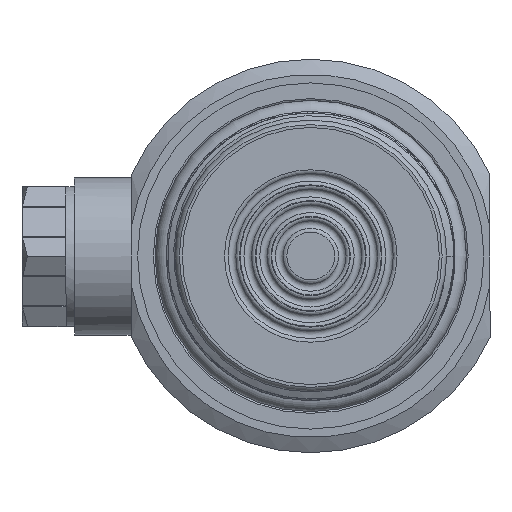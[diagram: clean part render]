
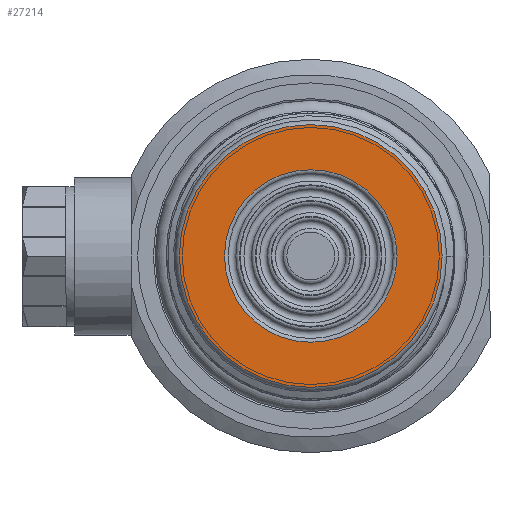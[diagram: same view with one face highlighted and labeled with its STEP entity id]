
A CAD part, left-side view. The second image highlights one B-rep face of the part: STEP entity #27214.
In plain terms, the highlighted planar face has unit normal (-1, 0, 0).
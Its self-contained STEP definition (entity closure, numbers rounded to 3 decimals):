
#554=FACE_BOUND('',#4826,.T.);
#1743=PLANE('',#28774);
#3225=FACE_OUTER_BOUND('',#4825,.T.);
#4825=EDGE_LOOP('',(#25376));
#4826=EDGE_LOOP('',(#25377));
#5388=CIRCLE('',#28775,15.025);
#5389=CIRCLE('',#28776,9.866);
#13321=VERTEX_POINT('',#67275);
#13322=VERTEX_POINT('',#67277);
#17348=EDGE_CURVE('',#13321,#13321,#5388,.T.);
#17349=EDGE_CURVE('',#13322,#13322,#5389,.T.);
#25376=ORIENTED_EDGE('',*,*,#17348,.F.);
#25377=ORIENTED_EDGE('',*,*,#17349,.T.);
#27214=ADVANCED_FACE('',(#3225,#554),#1743,.T.);
#28774=AXIS2_PLACEMENT_3D('',#67274,#33681,#33682);
#28775=AXIS2_PLACEMENT_3D('',#67276,#33683,#33684);
#28776=AXIS2_PLACEMENT_3D('',#67278,#33685,#33686);
#33681=DIRECTION('center_axis',(-1.,0.,0.));
#33682=DIRECTION('ref_axis',(0.,0.,1.));
#33683=DIRECTION('center_axis',(1.,0.,0.));
#33684=DIRECTION('ref_axis',(0.,0.,-1.));
#33685=DIRECTION('center_axis',(1.,0.,0.));
#33686=DIRECTION('ref_axis',(0.,0.,-1.));
#67274=CARTESIAN_POINT('Origin',(0.,15.025,0.));
#67275=CARTESIAN_POINT('',(0.,-15.025,0.));
#67276=CARTESIAN_POINT('Origin',(0.,0.,0.));
#67277=CARTESIAN_POINT('',(0.,0.,9.866));
#67278=CARTESIAN_POINT('Origin',(0.,0.,0.));
